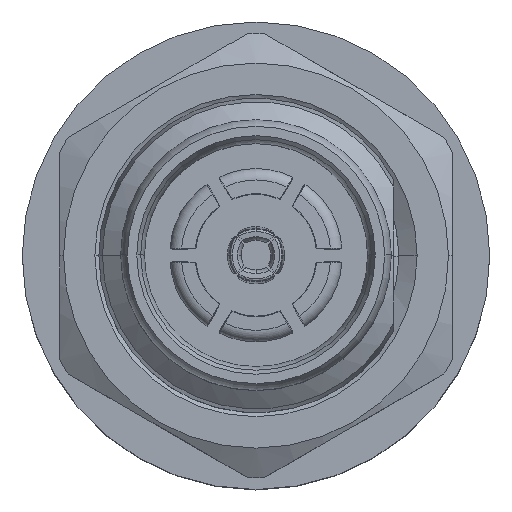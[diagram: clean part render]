
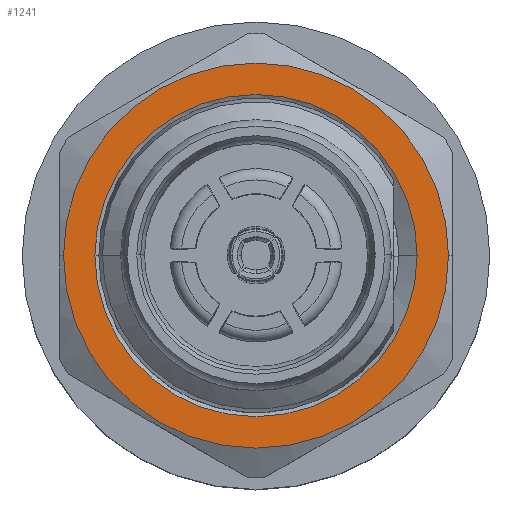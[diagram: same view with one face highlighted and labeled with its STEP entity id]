
A CAD part, top view. The second image highlights one B-rep face of the part: STEP entity #1241.
In plain terms, the highlighted planar face has unit normal (0, 0, 1).
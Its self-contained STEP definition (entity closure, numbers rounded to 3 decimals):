
#110 = CARTESIAN_POINT ( 'NONE',  ( 4.9, 0., -9.2 ) ) ;
#145 = CARTESIAN_POINT ( 'NONE',  ( 0., 0., -9.2 ) ) ;
#232 = VERTEX_POINT ( 'NONE', #11217 ) ;
#952 = FACE_BOUND ( 'NONE', #2522, .T. ) ;
#1153 = ORIENTED_EDGE ( 'NONE', *, *, #12970, .T. ) ;
#1241 = ADVANCED_FACE ( 'NONE', ( #952, #9623 ), #10567, .F. ) ;
#1362 = ORIENTED_EDGE ( 'NONE', *, *, #5589, .F. ) ;
#2009 = CARTESIAN_POINT ( 'NONE',  ( 0., 0., -9.2 ) ) ;
#2512 = EDGE_LOOP ( 'NONE', ( #1153, #3173 ) ) ;
#2522 = EDGE_LOOP ( 'NONE', ( #5220, #1362 ) ) ;
#3173 = ORIENTED_EDGE ( 'NONE', *, *, #11791, .T. ) ;
#3263 = AXIS2_PLACEMENT_3D ( 'NONE', #2009, #8823, #9938 ) ;
#3794 = CARTESIAN_POINT ( 'NONE',  ( 0., 0., -9.2 ) ) ;
#3998 = CARTESIAN_POINT ( 'NONE',  ( 4.1, 0., -9.2 ) ) ;
#4614 = AXIS2_PLACEMENT_3D ( 'NONE', #145, #5812, #8069 ) ;
#4887 = CIRCLE ( 'NONE', #12664, 4.9 ) ;
#5220 = ORIENTED_EDGE ( 'NONE', *, *, #6466, .F. ) ;
#5397 = AXIS2_PLACEMENT_3D ( 'NONE', #10490, #10373, #13198 ) ;
#5589 = EDGE_CURVE ( 'NONE', #12839, #14096, #9402, .T. ) ;
#5812 = DIRECTION ( 'NONE',  ( 0., 0., 1. ) ) ;
#6201 = CIRCLE ( 'NONE', #10906, 4.9 ) ;
#6466 = EDGE_CURVE ( 'NONE', #14096, #12839, #10436, .T. ) ;
#7331 = DIRECTION ( 'NONE',  ( 0., 0., 1. ) ) ;
#7492 = VERTEX_POINT ( 'NONE', #110 ) ;
#8069 = DIRECTION ( 'NONE',  ( 1., 0., 0. ) ) ;
#8823 = DIRECTION ( 'NONE',  ( 0., 0., 1. ) ) ;
#9402 = CIRCLE ( 'NONE', #3263, 4.1 ) ;
#9471 = CARTESIAN_POINT ( 'NONE',  ( 0., 0., -9.2 ) ) ;
#9521 = DIRECTION ( 'NONE',  ( 1., 0., 0. ) ) ;
#9623 = FACE_OUTER_BOUND ( 'NONE', #2512, .T. ) ;
#9938 = DIRECTION ( 'NONE',  ( 1., 0., 0. ) ) ;
#10174 = CARTESIAN_POINT ( 'NONE',  ( -4.1, 0., -9.2 ) ) ;
#10373 = DIRECTION ( 'NONE',  ( 0., 0., -1. ) ) ;
#10436 = CIRCLE ( 'NONE', #4614, 4.1 ) ;
#10490 = CARTESIAN_POINT ( 'NONE',  ( 0., 4.1, -9.2 ) ) ;
#10567 = PLANE ( 'NONE',  #5397 ) ;
#10624 = DIRECTION ( 'NONE',  ( 0., 0., 1. ) ) ;
#10814 = DIRECTION ( 'NONE',  ( 1., 0., 0. ) ) ;
#10906 = AXIS2_PLACEMENT_3D ( 'NONE', #9471, #10624, #9521 ) ;
#11217 = CARTESIAN_POINT ( 'NONE',  ( -4.9, 0., -9.2 ) ) ;
#11791 = EDGE_CURVE ( 'NONE', #7492, #232, #6201, .T. ) ;
#12664 = AXIS2_PLACEMENT_3D ( 'NONE', #3794, #7331, #10814 ) ;
#12839 = VERTEX_POINT ( 'NONE', #10174 ) ;
#12970 = EDGE_CURVE ( 'NONE', #232, #7492, #4887, .T. ) ;
#13198 = DIRECTION ( 'NONE',  ( -1., 0., 0. ) ) ;
#14096 = VERTEX_POINT ( 'NONE', #3998 ) ;
